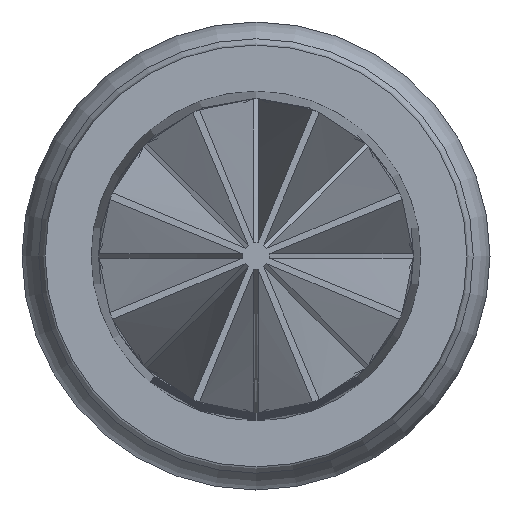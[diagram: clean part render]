
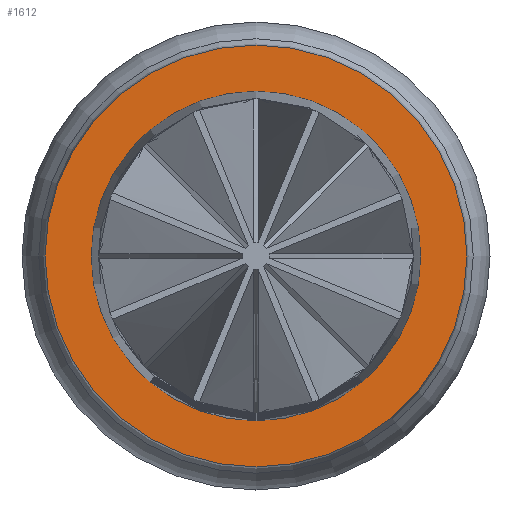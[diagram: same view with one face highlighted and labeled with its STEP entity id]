
A CAD part, left-side view. The second image highlights one B-rep face of the part: STEP entity #1612.
In plain terms, the highlighted planar face has unit normal (-1, 0, 0).
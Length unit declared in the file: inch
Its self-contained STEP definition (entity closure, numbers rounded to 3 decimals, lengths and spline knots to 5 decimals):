
#23 = CARTESIAN_POINT ( 'NONE',  ( 0., 0., 0. ) ) ;
#272 = CIRCLE ( 'NONE', #846, 0.01894 ) ;
#372 = DIRECTION ( 'NONE',  ( 0., 0., -1. ) ) ;
#429 = VERTEX_POINT ( 'NONE', #705 ) ;
#468 = FACE_BOUND ( 'NONE', #1204, .T. ) ;
#491 = DIRECTION ( 'NONE',  ( 1., 0., 0. ) ) ;
#580 = VERTEX_POINT ( 'NONE', #1715 ) ;
#582 = CIRCLE ( 'NONE', #1546, 0.02425 ) ;
#619 = EDGE_CURVE ( 'NONE', #580, #580, #582, .T. ) ;
#705 = CARTESIAN_POINT ( 'NONE',  ( 0., 0., -0.01894 ) ) ;
#733 = ORIENTED_EDGE ( 'NONE', *, *, #1529, .T. ) ;
#745 = EDGE_LOOP ( 'NONE', ( #1220 ) ) ;
#846 = AXIS2_PLACEMENT_3D ( 'NONE', #23, #491, #1037 ) ;
#929 = CARTESIAN_POINT ( 'NONE',  ( 0., 0.02725, 0. ) ) ;
#1028 = FACE_OUTER_BOUND ( 'NONE', #745, .T. ) ;
#1037 = DIRECTION ( 'NONE',  ( 0., 0., -1. ) ) ;
#1204 = EDGE_LOOP ( 'NONE', ( #733 ) ) ;
#1220 = ORIENTED_EDGE ( 'NONE', *, *, #619, .F. ) ;
#1291 = AXIS2_PLACEMENT_3D ( 'NONE', #929, #1483, #372 ) ;
#1316 = DIRECTION ( 'NONE',  ( 1., 0., 0. ) ) ;
#1355 = CARTESIAN_POINT ( 'NONE',  ( 0., 0., 0. ) ) ;
#1483 = DIRECTION ( 'NONE',  ( 1., 0., 0. ) ) ;
#1529 = EDGE_CURVE ( 'NONE', #429, #429, #272, .T. ) ;
#1546 = AXIS2_PLACEMENT_3D ( 'NONE', #1355, #1316, #1806 ) ;
#1592 = PLANE ( 'NONE',  #1291 ) ;
#1612 = ADVANCED_FACE ( 'NONE', ( #468, #1028 ), #1592, .F. ) ;
#1715 = CARTESIAN_POINT ( 'NONE',  ( 0., 0., -0.02425 ) ) ;
#1806 = DIRECTION ( 'NONE',  ( 0., 0., -1. ) ) ;
